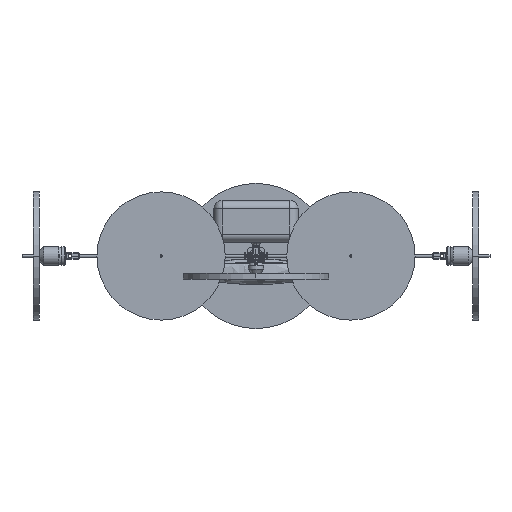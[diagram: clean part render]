
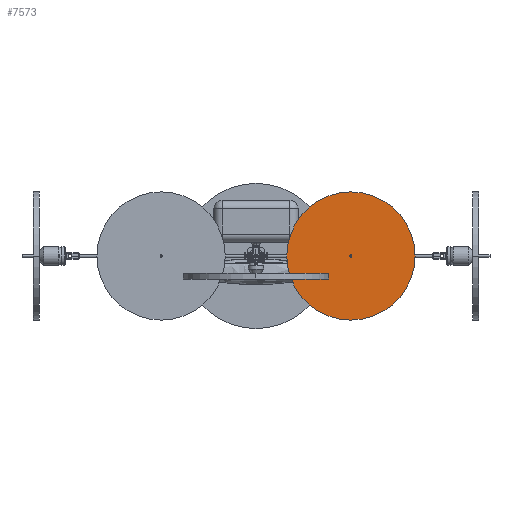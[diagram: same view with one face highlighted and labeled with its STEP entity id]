
A CAD part, left-side view. The second image highlights one B-rep face of the part: STEP entity #7573.
In plain terms, the highlighted face is planar.
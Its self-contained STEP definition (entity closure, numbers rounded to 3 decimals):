
#7484=CARTESIAN_POINT('',(0.,0.,0.));
#7485=DIRECTION('',(0.,0.,1.));
#7486=DIRECTION('',(1.,0.,0.));
#7487=AXIS2_PLACEMENT_3D('',#7484,#7485,#7486);
#7489=CARTESIAN_POINT('',(0.,0.,0.));
#7490=DIRECTION('',(0.,0.,1.));
#7491=DIRECTION('',(-1.,0.,0.));
#7492=AXIS2_PLACEMENT_3D('',#7489,#7490,#7491);
#7494=CARTESIAN_POINT('',(0.,0.,0.));
#7495=DIRECTION('',(0.,0.,-1.));
#7496=DIRECTION('',(1.,0.,0.));
#7497=AXIS2_PLACEMENT_3D('',#7494,#7495,#7496);
#7499=CARTESIAN_POINT('',(0.,0.,0.));
#7500=DIRECTION('',(0.,0.,-1.));
#7501=DIRECTION('',(-1.,0.,0.));
#7502=AXIS2_PLACEMENT_3D('',#7499,#7500,#7501);
#7540=CARTESIAN_POINT('',(190.5,0.,0.));
#7541=CARTESIAN_POINT('',(-190.5,0.,0.));
#7542=VERTEX_POINT('',#7540);
#7543=VERTEX_POINT('',#7541);
#7548=CARTESIAN_POINT('',(3.175,0.,0.));
#7549=CARTESIAN_POINT('',(-3.175,0.,0.));
#7550=VERTEX_POINT('',#7548);
#7551=VERTEX_POINT('',#7549);
#7556=CARTESIAN_POINT('',(0.,0.,0.));
#7557=DIRECTION('',(0.,0.,1.));
#7558=DIRECTION('',(1.,0.,0.));
#7559=AXIS2_PLACEMENT_3D('',#7556,#7557,#7558);
#7560=PLANE('',#7559);
#7562=ORIENTED_EDGE('',*,*,#7561,.T.);
#7564=ORIENTED_EDGE('',*,*,#7563,.T.);
#7565=EDGE_LOOP('',(#7562,#7564));
#7566=FACE_OUTER_BOUND('',#7565,.F.);
#7568=ORIENTED_EDGE('',*,*,#7567,.T.);
#7570=ORIENTED_EDGE('',*,*,#7569,.T.);
#7571=EDGE_LOOP('',(#7568,#7570));
#7572=FACE_BOUND('',#7571,.F.);
#7573=ADVANCED_FACE('',(#7566,#7572),#7560,.F.);
#7488=CIRCLE('',#7487,190.5);
#7493=CIRCLE('',#7492,190.5);
#7498=CIRCLE('',#7497,3.175);
#7503=CIRCLE('',#7502,3.175);
#7561=EDGE_CURVE('',#7542,#7543,#7488,.T.);
#7563=EDGE_CURVE('',#7543,#7542,#7493,.T.);
#7567=EDGE_CURVE('',#7550,#7551,#7498,.T.);
#7569=EDGE_CURVE('',#7551,#7550,#7503,.T.);
